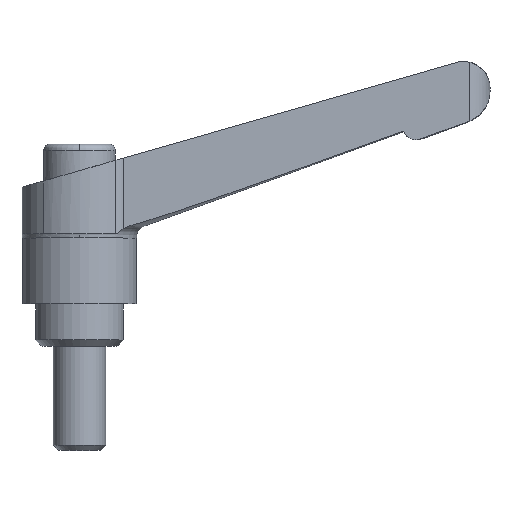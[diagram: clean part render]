
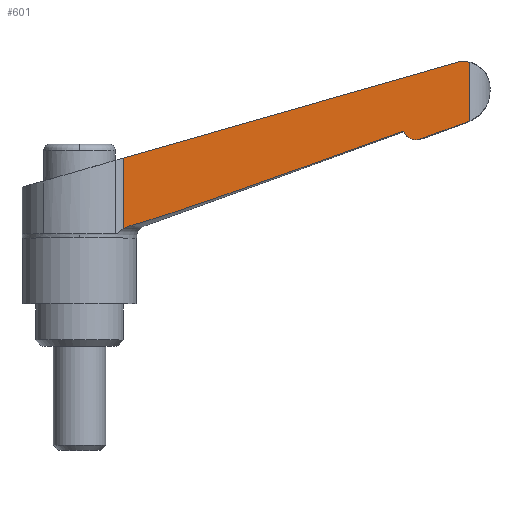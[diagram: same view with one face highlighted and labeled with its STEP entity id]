
A CAD part, top view. The second image highlights one B-rep face of the part: STEP entity #601.
In plain terms, the highlighted planar face has unit normal (0.035, 0, 0.999).
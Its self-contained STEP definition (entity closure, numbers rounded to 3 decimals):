
#289 = VERTEX_POINT( '', #778 );
#321 = VERTEX_POINT( '', #812 );
#383 = VERTEX_POINT( '', #877 );
#389 = VERTEX_POINT( '', #883 );
#411 = VERTEX_POINT( '', #906 );
#419 = EDGE_CURVE( '', #511, #389, #914, .T. );
#423 = VERTEX_POINT( '', #918 );
#425 = VERTEX_POINT( '', #920 );
#471 = EDGE_CURVE( '', #383, #411, #972, .T. );
#491 = EDGE_CURVE( '', #661, #411, #993, .T. );
#493 = EDGE_CURVE( '', #423, #511, #995, .T. );
#511 = VERTEX_POINT( '', #1015 );
#559 = EDGE_CURVE( '', #423, #425, #1074, .T. );
#593 = EDGE_CURVE( '', #389, #321, #1112, .T. );
#601 = ADVANCED_FACE( '', ( #1121 ), #1122, .F. );
#603 = EDGE_CURVE( '', #289, #383, #1124, .T. );
#627 = EDGE_CURVE( '', #661, #425, #1149, .T. );
#661 = VERTEX_POINT( '', #1188 );
#677 = EDGE_CURVE( '', #321, #289, #1206, .T. );
#778 = CARTESIAN_POINT( '', ( 7.735, 18.479, 6.44 ) );
#812 = CARTESIAN_POINT( '', ( 49.751, 33.014, 4.972 ) );
#877 = CARTESIAN_POINT( '', ( 6.706, 18.001, 6.476 ) );
#883 = CARTESIAN_POINT( '', ( 52.335, 31.818, 4.882 ) );
#906 = CARTESIAN_POINT( '', ( 6.706, 28.857, 6.476 ) );
#914 = ( B_SPLINE_CURVE( 2, ( #1567, #1568, #1569 ), .UNSPECIFIED., .F., .F. )B_SPLINE_CURVE_WITH_KNOTS( ( 3, 3 ), ( 0., 7.654 ), .UNSPECIFIED. )RATIONAL_B_SPLINE_CURVE( ( 1., 1.002, 1. ) )BOUNDED_CURVE(  )REPRESENTATION_ITEM( '' )GEOMETRIC_REPRESENTATION_ITEM(  )CURVE(  ) );
#918 = CARTESIAN_POINT( '', ( 59.921, 34.58, 4.617 ) );
#920 = CARTESIAN_POINT( '', ( 59.921, 43.538, 4.617 ) );
#972 = LINE( '', #1644, #1645 );
#993 = LINE( '', #1672, #1673 );
#995 = B_SPLINE_CURVE_WITH_KNOTS( '', 3, ( #1676, #1677, #1678, #1679, #1680, #1681 ), .UNSPECIFIED., .F., .F., ( 4, 2, 4 ), ( 5.365, 5.561, 5.781 ), .UNSPECIFIED. );
#1015 = CARTESIAN_POINT( '', ( 59.529, 34.42, 4.631 ) );
#1074 = LINE( '', #1783, #1784 );
#1112 = B_SPLINE_CURVE_WITH_KNOTS( '', 3, ( #1847, #1848, #1849, #1850, #1851, #1852, #1853, #1854, #1855, #1856, #1857, #1858, #1859, #1860, #1861, #1862, #1863, #1864, #1865, #1866 ), .UNSPECIFIED., .F., .F., ( 4, 2, 2, 2, 2, 2, 2, 2, 2, 4 ), ( 2.314, 2.6, 2.974, 3.349, 3.723, 4.096, 4.469, 4.84, 5.211, 5.294 ), .UNSPECIFIED. );
#1121 = FACE_OUTER_BOUND( '', #1878, .T. );
#1122 = PLANE( '', #1879 );
#1124 = B_SPLINE_CURVE_WITH_KNOTS( '', 3, ( #1882, #1883, #1884, #1885, #1886, #1887, #1888, #1889 ), .UNSPECIFIED., .F., .F., ( 4, 2, 2, 4 ), ( 4.154, 4.36, 4.861, 5.229 ), .UNSPECIFIED. );
#1149 = B_SPLINE_CURVE_WITH_KNOTS( '', 3, ( #1939, #1940, #1941, #1942, #1943, #1944, #1945, #1946, #1947, #1948 ), .UNSPECIFIED., .F., .F., ( 4, 2, 2, 2, 4 ), ( 16.778, 17.084, 17.831, 18.578, 18.881 ), .UNSPECIFIED. );
#1188 = CARTESIAN_POINT( '', ( 58.339, 43.664, 4.672 ) );
#1206 = ( B_SPLINE_CURVE( 2, ( #2065, #2066, #2067 ), .UNSPECIFIED., .F., .F. )B_SPLINE_CURVE_WITH_KNOTS( ( 3, 3 ), ( 0., 44.487 ), .UNSPECIFIED. )RATIONAL_B_SPLINE_CURVE( ( 1., 1.4, 1. ) )BOUNDED_CURVE(  )REPRESENTATION_ITEM( '' )GEOMETRIC_REPRESENTATION_ITEM(  )CURVE(  ) );
#1567 = CARTESIAN_POINT( '', ( 59.529, 34.42, 4.631 ) );
#1568 = CARTESIAN_POINT( '', ( 55.703, 33.035, 4.765 ) );
#1569 = CARTESIAN_POINT( '', ( 52.335, 31.818, 4.882 ) );
#1644 = CARTESIAN_POINT( '', ( 6.706, 0., 6.476 ) );
#1645 = VECTOR( '', #2360, 1. );
#1672 = CARTESIAN_POINT( '', ( -5.509, 25.354, 6.902 ) );
#1673 = VECTOR( '', #2379, 1. );
#1676 = CARTESIAN_POINT( '', ( 59.921, 34.58, 4.617 ) );
#1677 = CARTESIAN_POINT( '', ( 59.86, 34.552, 4.619 ) );
#1678 = CARTESIAN_POINT( '', ( 59.799, 34.525, 4.622 ) );
#1679 = CARTESIAN_POINT( '', ( 59.671, 34.473, 4.626 ) );
#1680 = CARTESIAN_POINT( '', ( 59.601, 34.445, 4.628 ) );
#1681 = CARTESIAN_POINT( '', ( 59.529, 34.42, 4.631 ) );
#1783 = CARTESIAN_POINT( '', ( 59.921, 0., 4.617 ) );
#1784 = VECTOR( '', #2509, 1. );
#1847 = CARTESIAN_POINT( '', ( 52.335, 31.818, 4.882 ) );
#1848 = CARTESIAN_POINT( '', ( 52.242, 31.785, 4.885 ) );
#1849 = CARTESIAN_POINT( '', ( 52.142, 31.757, 4.889 ) );
#1850 = CARTESIAN_POINT( '', ( 51.907, 31.71, 4.897 ) );
#1851 = CARTESIAN_POINT( '', ( 51.771, 31.698, 4.902 ) );
#1852 = CARTESIAN_POINT( '', ( 51.521, 31.698, 4.911 ) );
#1853 = CARTESIAN_POINT( '', ( 51.385, 31.71, 4.915 ) );
#1854 = CARTESIAN_POINT( '', ( 51.118, 31.763, 4.925 ) );
#1855 = CARTESIAN_POINT( '', ( 50.987, 31.803, 4.929 ) );
#1856 = CARTESIAN_POINT( '', ( 50.757, 31.898, 4.937 ) );
#1857 = CARTESIAN_POINT( '', ( 50.636, 31.961, 4.941 ) );
#1858 = CARTESIAN_POINT( '', ( 50.411, 32.111, 4.949 ) );
#1859 = CARTESIAN_POINT( '', ( 50.306, 32.198, 4.953 ) );
#1860 = CARTESIAN_POINT( '', ( 50.13, 32.373, 4.959 ) );
#1861 = CARTESIAN_POINT( '', ( 50.043, 32.477, 4.962 ) );
#1862 = CARTESIAN_POINT( '', ( 49.893, 32.701, 4.967 ) );
#1863 = CARTESIAN_POINT( '', ( 49.83, 32.821, 4.97 ) );
#1864 = CARTESIAN_POINT( '', ( 49.771, 32.96, 4.972 ) );
#1865 = CARTESIAN_POINT( '', ( 49.761, 32.987, 4.972 ) );
#1866 = CARTESIAN_POINT( '', ( 49.751, 33.014, 4.972 ) );
#1878 = EDGE_LOOP( '', ( #2571, #2572, #2573, #2574, #2575, #2576, #2577, #2578, #2579 ) );
#1879 = AXIS2_PLACEMENT_3D( '', #2580, #2581, #2582 );
#1882 = CARTESIAN_POINT( '', ( 7.735, 18.479, 6.44 ) );
#1883 = CARTESIAN_POINT( '', ( 7.665, 18.46, 6.442 ) );
#1884 = CARTESIAN_POINT( '', ( 7.597, 18.439, 6.444 ) );
#1885 = CARTESIAN_POINT( '', ( 7.373, 18.363, 6.452 ) );
#1886 = CARTESIAN_POINT( '', ( 7.205, 18.293, 6.458 ) );
#1887 = CARTESIAN_POINT( '', ( 6.925, 18.145, 6.468 ) );
#1888 = CARTESIAN_POINT( '', ( 6.81, 18.075, 6.472 ) );
#1889 = CARTESIAN_POINT( '', ( 6.706, 18.001, 6.476 ) );
#1939 = CARTESIAN_POINT( '', ( 57.706, 43.537, 4.695 ) );
#1940 = CARTESIAN_POINT( '', ( 57.811, 43.567, 4.691 ) );
#1941 = CARTESIAN_POINT( '', ( 57.919, 43.593, 4.687 ) );
#1942 = CARTESIAN_POINT( '', ( 58.294, 43.667, 4.674 ) );
#1943 = CARTESIAN_POINT( '', ( 58.566, 43.692, 4.665 ) );
#1944 = CARTESIAN_POINT( '', ( 59.064, 43.692, 4.647 ) );
#1945 = CARTESIAN_POINT( '', ( 59.335, 43.667, 4.638 ) );
#1946 = CARTESIAN_POINT( '', ( 59.71, 43.593, 4.625 ) );
#1947 = CARTESIAN_POINT( '', ( 59.817, 43.567, 4.621 ) );
#1948 = CARTESIAN_POINT( '', ( 59.921, 43.538, 4.617 ) );
#2065 = CARTESIAN_POINT( '', ( 49.751, 33.014, 4.972 ) );
#2066 = CARTESIAN_POINT( '', ( 14.776, 20.391, 6.194 ) );
#2067 = CARTESIAN_POINT( '', ( 7.735, 18.479, 6.44 ) );
#2360 = DIRECTION( '', ( 0., 1., 0. ) );
#2379 = DIRECTION( '', ( -0.961, -0.275, 0.034 ) );
#2509 = DIRECTION( '', ( 0., 1., 0. ) );
#2571 = ORIENTED_EDGE( '', *, *, #491, .T. );
#2572 = ORIENTED_EDGE( '', *, *, #471, .F. );
#2573 = ORIENTED_EDGE( '', *, *, #603, .F. );
#2574 = ORIENTED_EDGE( '', *, *, #677, .F. );
#2575 = ORIENTED_EDGE( '', *, *, #593, .F. );
#2576 = ORIENTED_EDGE( '', *, *, #419, .F. );
#2577 = ORIENTED_EDGE( '', *, *, #493, .F. );
#2578 = ORIENTED_EDGE( '', *, *, #559, .T. );
#2579 = ORIENTED_EDGE( '', *, *, #627, .F. );
#2580 = CARTESIAN_POINT( '', ( 6.706, 0., 6.476 ) );
#2581 = DIRECTION( '', ( -0.035, 0., -0.999 ) );
#2582 = DIRECTION( '', ( -0.999, 0., 0.035 ) );
